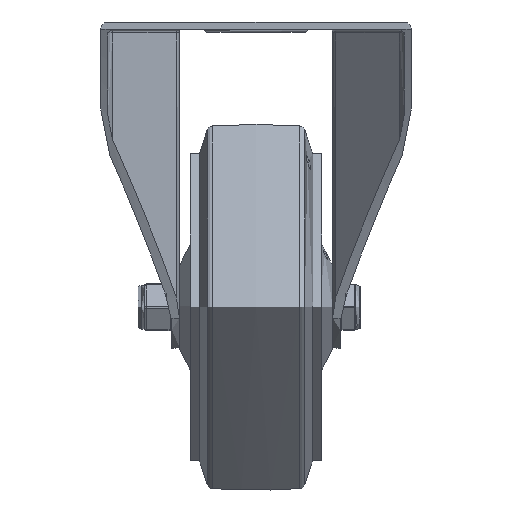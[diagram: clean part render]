
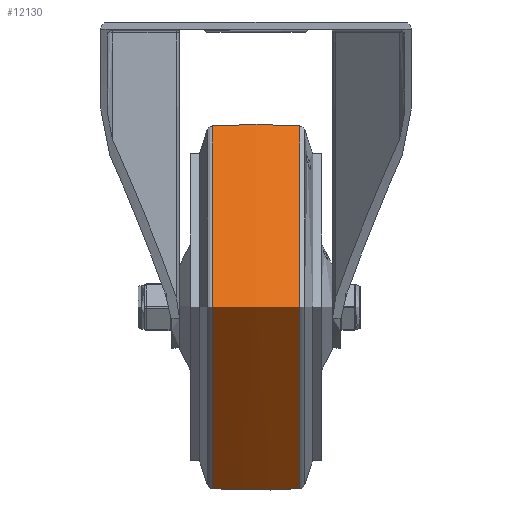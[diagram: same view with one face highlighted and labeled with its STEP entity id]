
A CAD part, left-side view. The second image highlights one B-rep face of the part: STEP entity #12130.
In plain terms, the highlighted free-form (B-spline) face has degree [2, 2] with [3, 9] control points.
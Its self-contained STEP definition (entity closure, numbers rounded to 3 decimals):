
#63=(
BOUNDED_SURFACE()
B_SPLINE_SURFACE(2,2,((#18559,#18560,#18561,#18562,#18563,#18564,#18565,
#18566,#18567),(#18568,#18569,#18570,#18571,#18572,#18573,#18574,#18575,
#18576),(#18577,#18578,#18579,#18580,#18581,#18582,#18583,#18584,#18585)),
 .UNSPECIFIED.,.F.,.T.,.F.)
B_SPLINE_SURFACE_WITH_KNOTS((3,3),(3,2,2,2,3),(-0.071,0.071),
(-3.142,-1.571,0.,1.571,3.142),
 .UNSPECIFIED.)
GEOMETRIC_REPRESENTATION_ITEM()
RATIONAL_B_SPLINE_SURFACE(((1.,0.707,1.,0.707,1.,
0.707,1.,0.707,1.),(0.997,0.705,
0.997,0.705,0.997,0.705,
0.997,0.705,0.997),(1.,0.707,
1.,0.707,1.,0.707,1.,0.707,1.)))
REPRESENTATION_ITEM('')
SURFACE()
);
#691=CIRCLE('',#13215,49.574);
#692=CIRCLE('',#13216,169.25);
#693=CIRCLE('',#13217,49.574);
#1546=FACE_OUTER_BOUND('',#2325,.T.);
#2325=EDGE_LOOP('',(#8877,#8878,#8879,#8880));
#5355=VERTEX_POINT('',#18556);
#5356=VERTEX_POINT('',#18586);
#6678=EDGE_CURVE('',#5355,#5355,#691,.T.);
#6679=EDGE_CURVE('',#5355,#5356,#692,.T.);
#6680=EDGE_CURVE('',#5356,#5356,#693,.T.);
#8877=ORIENTED_EDGE('',*,*,#6678,.F.);
#8878=ORIENTED_EDGE('',*,*,#6679,.T.);
#8879=ORIENTED_EDGE('',*,*,#6680,.T.);
#8880=ORIENTED_EDGE('',*,*,#6679,.F.);
#12130=ADVANCED_FACE('',(#1546),#63,.F.);
#13215=AXIS2_PLACEMENT_3D('',#18558,#14888,#14889);
#13216=AXIS2_PLACEMENT_3D('',#18587,#14890,#14891);
#13217=AXIS2_PLACEMENT_3D('',#18588,#14892,#14893);
#14888=DIRECTION('center_axis',(0.,1.,0.));
#14889=DIRECTION('ref_axis',(0.,0.,1.));
#14890=DIRECTION('center_axis',(-1.,0.,0.));
#14891=DIRECTION('ref_axis',(0.,0.,-1.));
#14892=DIRECTION('center_axis',(0.,1.,0.));
#14893=DIRECTION('ref_axis',(0.,0.,1.));
#18556=CARTESIAN_POINT('',(0.,12.,-49.574));
#18558=CARTESIAN_POINT('Origin',(0.,12.,0.));
#18559=CARTESIAN_POINT('Ctrl Pts',(0.,-12.,-49.574));
#18560=CARTESIAN_POINT('Ctrl Pts',(-49.574,-12.,-49.574));
#18561=CARTESIAN_POINT('Ctrl Pts',(-49.574,-12.,0.));
#18562=CARTESIAN_POINT('Ctrl Pts',(-49.574,-12.,49.574));
#18563=CARTESIAN_POINT('Ctrl Pts',(0.,-12.,49.574));
#18564=CARTESIAN_POINT('Ctrl Pts',(49.574,-12.,49.574));
#18565=CARTESIAN_POINT('Ctrl Pts',(49.574,-12.,0.));
#18566=CARTESIAN_POINT('Ctrl Pts',(49.574,-12.,-49.574));
#18567=CARTESIAN_POINT('Ctrl Pts',(0.,-12.,-49.574));
#18568=CARTESIAN_POINT('Ctrl Pts',(0.,0.,-50.427));
#18569=CARTESIAN_POINT('Ctrl Pts',(-50.427,0.,
-50.427));
#18570=CARTESIAN_POINT('Ctrl Pts',(-50.427,0.,
0.));
#18571=CARTESIAN_POINT('Ctrl Pts',(-50.427,0.,
50.427));
#18572=CARTESIAN_POINT('Ctrl Pts',(0.,0.,50.427));
#18573=CARTESIAN_POINT('Ctrl Pts',(50.427,0.,
50.427));
#18574=CARTESIAN_POINT('Ctrl Pts',(50.427,0.,
0.));
#18575=CARTESIAN_POINT('Ctrl Pts',(50.427,0.,
-50.427));
#18576=CARTESIAN_POINT('Ctrl Pts',(0.,0.,-50.427));
#18577=CARTESIAN_POINT('Ctrl Pts',(0.,12.,-49.574));
#18578=CARTESIAN_POINT('Ctrl Pts',(-49.574,12.,-49.574));
#18579=CARTESIAN_POINT('Ctrl Pts',(-49.574,12.,0.));
#18580=CARTESIAN_POINT('Ctrl Pts',(-49.574,12.,49.574));
#18581=CARTESIAN_POINT('Ctrl Pts',(0.,12.,49.574));
#18582=CARTESIAN_POINT('Ctrl Pts',(49.574,12.,49.574));
#18583=CARTESIAN_POINT('Ctrl Pts',(49.574,12.,0.));
#18584=CARTESIAN_POINT('Ctrl Pts',(49.574,12.,-49.574));
#18585=CARTESIAN_POINT('Ctrl Pts',(0.,12.,-49.574));
#18586=CARTESIAN_POINT('',(0.,-12.,-49.574));
#18587=CARTESIAN_POINT('Origin',(0.,0.,
119.25));
#18588=CARTESIAN_POINT('Origin',(0.,-12.,0.));
